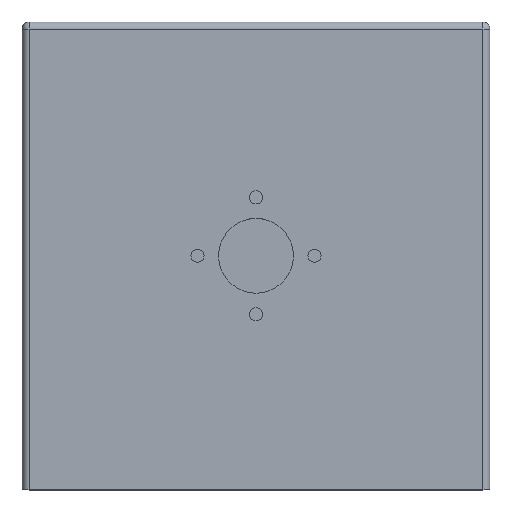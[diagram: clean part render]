
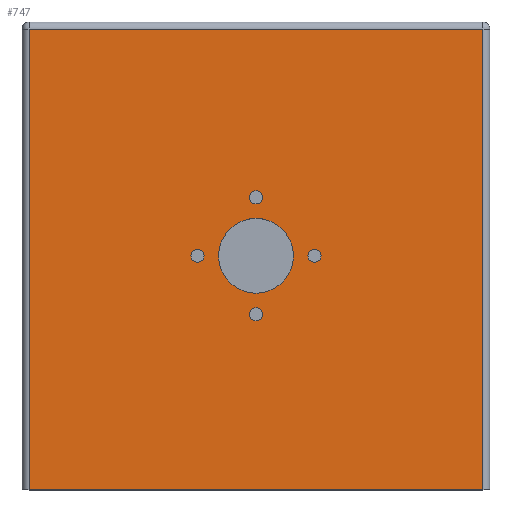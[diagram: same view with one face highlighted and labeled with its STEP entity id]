
A CAD part, top view. The second image highlights one B-rep face of the part: STEP entity #747.
In plain terms, the highlighted planar face has unit normal (0, 0, 1).
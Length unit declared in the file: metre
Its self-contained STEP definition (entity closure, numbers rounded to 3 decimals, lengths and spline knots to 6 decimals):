
#53=CIRCLE('',#821,0.016);
#54=CIRCLE('',#822,0.0028);
#55=CIRCLE('',#823,0.0028);
#56=CIRCLE('',#824,0.0028);
#57=CIRCLE('',#825,0.0028);
#131=ORIENTED_EDGE('',*,*,#341,.F.);
#132=ORIENTED_EDGE('',*,*,#342,.T.);
#133=ORIENTED_EDGE('',*,*,#343,.T.);
#134=ORIENTED_EDGE('',*,*,#344,.T.);
#135=ORIENTED_EDGE('',*,*,#345,.T.);
#136=ORIENTED_EDGE('',*,*,#317,.F.);
#137=ORIENTED_EDGE('',*,*,#346,.T.);
#138=ORIENTED_EDGE('',*,*,#347,.T.);
#139=ORIENTED_EDGE('',*,*,#348,.T.);
#317=EDGE_CURVE('',#423,#424,#484,.T.);
#341=EDGE_CURVE('',#445,#445,#53,.T.);
#342=EDGE_CURVE('',#446,#446,#54,.T.);
#343=EDGE_CURVE('',#447,#447,#55,.T.);
#344=EDGE_CURVE('',#448,#448,#56,.T.);
#345=EDGE_CURVE('',#449,#449,#57,.T.);
#346=EDGE_CURVE('',#423,#450,#501,.T.);
#347=EDGE_CURVE('',#450,#451,#502,.T.);
#348=EDGE_CURVE('',#451,#424,#503,.F.);
#423=VERTEX_POINT('',#1179);
#424=VERTEX_POINT('',#1181);
#445=VERTEX_POINT('',#1229);
#446=VERTEX_POINT('',#1231);
#447=VERTEX_POINT('',#1233);
#448=VERTEX_POINT('',#1235);
#449=VERTEX_POINT('',#1237);
#450=VERTEX_POINT('',#1239);
#451=VERTEX_POINT('',#1241);
#484=LINE('',#1180,#548);
#501=LINE('',#1238,#565);
#502=LINE('',#1240,#566);
#503=LINE('',#1242,#567);
#548=VECTOR('',#928,1.);
#565=VECTOR('',#975,1.);
#566=VECTOR('',#976,1.);
#567=VECTOR('',#977,1.);
#604=EDGE_LOOP('',(#131));
#605=EDGE_LOOP('',(#132));
#606=EDGE_LOOP('',(#133));
#607=EDGE_LOOP('',(#134));
#608=EDGE_LOOP('',(#135));
#609=EDGE_LOOP('',(#136,#137,#138,#139));
#668=FACE_BOUND('',#604,.T.);
#669=FACE_BOUND('',#605,.T.);
#670=FACE_BOUND('',#606,.T.);
#671=FACE_BOUND('',#607,.T.);
#672=FACE_BOUND('',#608,.T.);
#673=FACE_BOUND('',#609,.T.);
#728=PLANE('',#820);
#747=ADVANCED_FACE('',(#668,#669,#670,#671,#672,#673),#728,.T.);
#820=AXIS2_PLACEMENT_3D('',#1227,#963,#964);
#821=AXIS2_PLACEMENT_3D('',#1228,#965,#966);
#822=AXIS2_PLACEMENT_3D('',#1230,#967,#968);
#823=AXIS2_PLACEMENT_3D('',#1232,#969,#970);
#824=AXIS2_PLACEMENT_3D('',#1234,#971,#972);
#825=AXIS2_PLACEMENT_3D('',#1236,#973,#974);
#928=DIRECTION('',(-1.,0.,0.));
#963=DIRECTION('',(0.,0.,1.));
#964=DIRECTION('',(1.,0.,0.));
#965=DIRECTION('',(0.,0.,1.));
#966=DIRECTION('',(1.,0.,0.));
#967=DIRECTION('',(0.,0.,-1.));
#968=DIRECTION('',(-1.,0.,0.));
#969=DIRECTION('',(0.,0.,-1.));
#970=DIRECTION('',(-1.,0.,0.));
#971=DIRECTION('',(0.,0.,-1.));
#972=DIRECTION('',(-1.,0.,0.));
#973=DIRECTION('',(0.,0.,-1.));
#974=DIRECTION('',(-1.,0.,0.));
#975=DIRECTION('',(0.,1.,0.));
#976=DIRECTION('',(-1.,0.,0.));
#977=DIRECTION('',(0.,1.,0.));
#1179=CARTESIAN_POINT('',(0.097,-0.1,0.08));
#1180=CARTESIAN_POINT('',(0.,-0.1,0.08));
#1181=CARTESIAN_POINT('',(-0.097,-0.1,0.08));
#1227=CARTESIAN_POINT('',(0.,0.,0.08));
#1228=CARTESIAN_POINT('',(0.,0.,0.08));
#1229=CARTESIAN_POINT('',(0.016,0.,0.08));
#1230=CARTESIAN_POINT('',(0.,0.025,0.08));
#1231=CARTESIAN_POINT('',(-0.0028,0.025,0.08));
#1232=CARTESIAN_POINT('',(0.025,0.,0.08));
#1233=CARTESIAN_POINT('',(0.0222,0.,0.08));
#1234=CARTESIAN_POINT('',(0.,-0.025,0.08));
#1235=CARTESIAN_POINT('',(-0.0028,-0.025,0.08));
#1236=CARTESIAN_POINT('',(-0.025,0.,0.08));
#1237=CARTESIAN_POINT('',(-0.0278,0.,0.08));
#1238=CARTESIAN_POINT('',(0.097,0.1,0.08));
#1239=CARTESIAN_POINT('',(0.097,0.097,0.08));
#1240=CARTESIAN_POINT('',(-0.1,0.097,0.08));
#1241=CARTESIAN_POINT('',(-0.097,0.097,0.08));
#1242=CARTESIAN_POINT('',(-0.097,0.,0.08));
